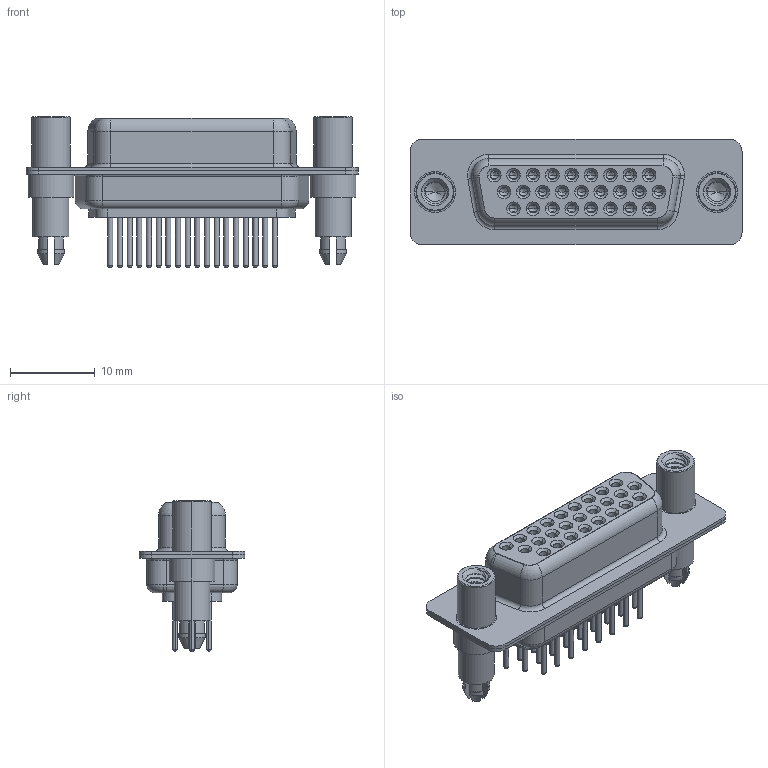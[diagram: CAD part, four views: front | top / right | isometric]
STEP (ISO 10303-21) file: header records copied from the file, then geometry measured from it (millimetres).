
FILE_DESCRIPTION (( 'STEP AP203' ), '1' );
FILE_NAME ('638-M26-330-BN6.STEP', '2022-07-05T19:26:22', ( '' ), ( '' ), 'SwSTEP 2.0', 'SolidWorks 2020', '' );
FILE_SCHEMA (( 'CONFIG_CONTROL_DESIGN' ));
Length unit declared in the file: millimetre
Products named in the file (8): 638M Contact Row 2_30; 638-M26-330-BN6; 638M Contact Row 1_30; 638M Shell Rear_26 Contacts; 638M Contact Row 3_30; 638M Housing_26 Contacts; 638M 4-40 Threaded Standoff and Boardlock; 638M Shell Front_26 Contacts
Assembly tree (31 placements, depth 2):
  638-M26-330-BN6
    638M Housing_26 Contacts
    638M Shell Front_26 Contacts
    638M Shell Rear_26 Contacts
    638M Contact Row 1_30  x9
    638M Contact Row 2_30  x9
    638M Contact Row 3_30  x8
    638M 4-40 Threaded Standoff and Boardlock  x2
Bounding box: 39.2 x 12.5 x 17.8 mm (x, y, z)
Volume: 2689.9 mm3; surface area: 8346.4 mm2
Topology: 31 solids, 31 shells, 1793 faces, 4173 edges, 2567 vertices
Faces by surface type: cylinder 667, plane 495, torus 421, cone 204, bspline 6
Entity records: 24323 total; most frequent: CARTESIAN_POINT 5015, DIRECTION 4121, ORIENTED_EDGE 3448, AXIS2_PLACEMENT_3D 1736, EDGE_CURVE 1724, VERTEX_POINT 1089, CIRCLE 953, EDGE_LOOP 919
